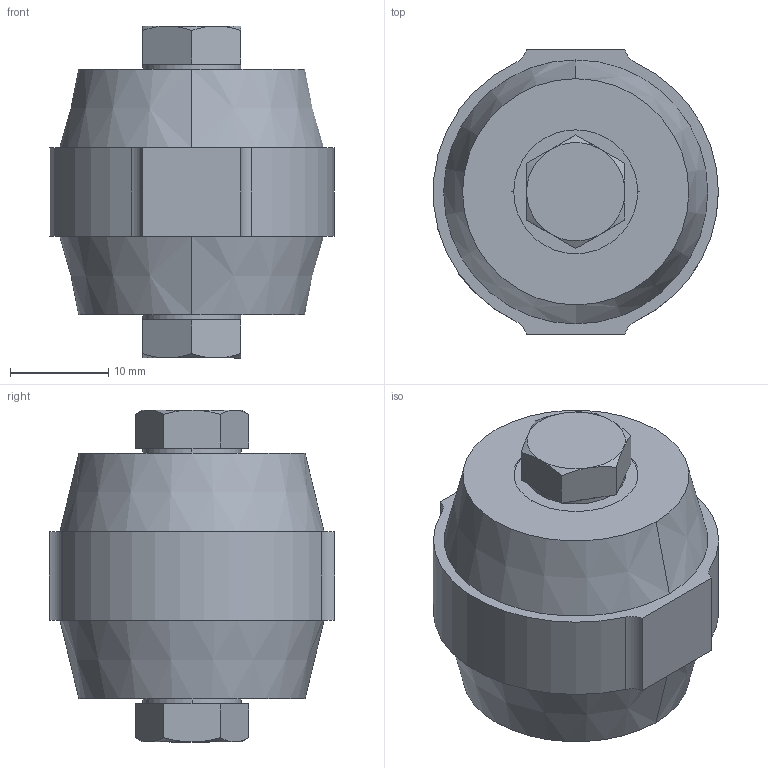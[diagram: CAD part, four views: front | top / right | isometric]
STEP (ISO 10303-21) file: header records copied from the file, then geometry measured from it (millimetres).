
FILE_DESCRIPTION (( 'STEP AP203' ), '1' );
FILE_NAME ('Èçîëÿòîðû øèííûå SM - 25 áî÷åíîê EKF PROxima.STEP', '2016-11-02T19:44:01', ( '' ), ( '' ), 'SwSTEP 2.0', 'SolidWorks 2014', '' );
FILE_SCHEMA (( 'CONFIG_CONTROL_DESIGN' ));
Length unit declared in the file: millimetre
Products named in the file (4): Ì6õ10; hex screw gradec_din_ISO 4018 - M6 x 12-WN; Èçîëÿòîðû øèííûå SM-25 áî÷åíîê EKF PROxima; Èçîëÿòîðû øèííûå SM - 25 áî÷åíîê EKF PROxima
Assembly tree (5 placements, depth 2):
  Èçîëÿòîðû øèííûå SM - 25 áî÷åíîê EKF PROxima
    Èçîëÿòîðû øèííûå SM-25 áî÷åíîê EKF PROxima
    Ì6õ10  x2
    hex screw gradec_din_ISO 4018 - M6 x 12-WN  x2
Bounding box: 28.94 x 29 x 33.75 mm (x, y, z)
Volume: 14484.2 mm3; surface area: 6394.3 mm2
Topology: 5 solids, 5 shells, 171 faces, 389 edges, 238 vertices
Faces by surface type: cylinder 69, plane 46, torus 26, cone 26, bspline 4
Entity records: 4966 total; most frequent: CARTESIAN_POINT 2148, DIRECTION 530, ORIENTED_EDGE 482, EDGE_CURVE 241, AXIS2_PLACEMENT_3D 227, VERTEX_POINT 148, EDGE_LOOP 117, CIRCLE 114
